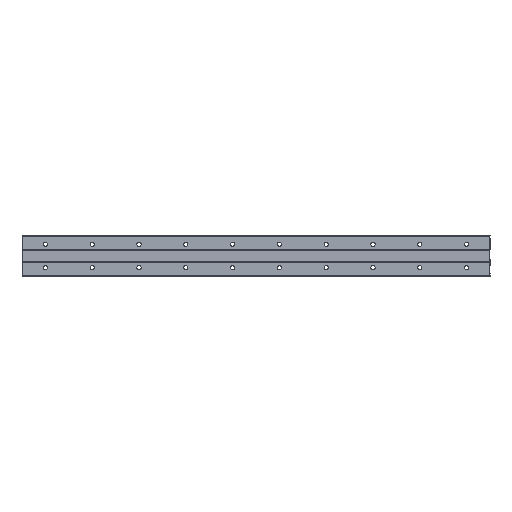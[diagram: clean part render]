
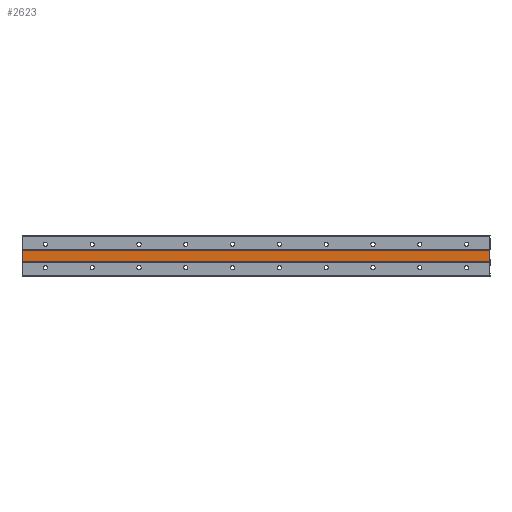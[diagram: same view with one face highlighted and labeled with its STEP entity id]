
A CAD part, front view. The second image highlights one B-rep face of the part: STEP entity #2623.
In plain terms, the highlighted planar face has unit normal (0, -1, 0).
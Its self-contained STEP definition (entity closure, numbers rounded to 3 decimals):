
#114 = CARTESIAN_POINT ( 'NONE',  ( 760., 1., 10. ) ) ;
#245 = DIRECTION ( 'NONE',  ( 1., 0., 0. ) ) ;
#365 = CARTESIAN_POINT ( 'NONE',  ( -40., 1., 10. ) ) ;
#384 = CARTESIAN_POINT ( 'NONE',  ( 760., 1., -10. ) ) ;
#394 = LINE ( 'NONE', #2608, #2465 ) ;
#650 = EDGE_CURVE ( 'NONE', #1442, #4119, #3853, .T. ) ;
#773 = FACE_OUTER_BOUND ( 'NONE', #3162, .T. ) ;
#862 = CARTESIAN_POINT ( 'NONE',  ( 760., 1., -10. ) ) ;
#960 = LINE ( 'NONE', #2249, #1353 ) ;
#980 = DIRECTION ( 'NONE',  ( 0., 0., -1. ) ) ;
#1173 = ORIENTED_EDGE ( 'NONE', *, *, #1905, .F. ) ;
#1254 = VERTEX_POINT ( 'NONE', #365 ) ;
#1353 = VECTOR ( 'NONE', #3106, 1000. ) ;
#1442 = VERTEX_POINT ( 'NONE', #1669 ) ;
#1585 = VECTOR ( 'NONE', #245, 1000. ) ;
#1594 = ORIENTED_EDGE ( 'NONE', *, *, #650, .T. ) ;
#1669 = CARTESIAN_POINT ( 'NONE',  ( -40., 1., -10. ) ) ;
#1694 = LINE ( 'NONE', #114, #1585 ) ;
#1776 = PLANE ( 'NONE',  #2995 ) ;
#1905 = EDGE_CURVE ( 'NONE', #1254, #2749, #1694, .T. ) ;
#1960 = EDGE_CURVE ( 'NONE', #2749, #4119, #960, .T. ) ;
#2052 = CARTESIAN_POINT ( 'NONE',  ( 760., 1., 10. ) ) ;
#2059 = ORIENTED_EDGE ( 'NONE', *, *, #1960, .F. ) ;
#2249 = CARTESIAN_POINT ( 'NONE',  ( 760., 1., 34.482 ) ) ;
#2403 = VECTOR ( 'NONE', #3591, 1000. ) ;
#2465 = VECTOR ( 'NONE', #980, 1000. ) ;
#2608 = CARTESIAN_POINT ( 'NONE',  ( -40., 1., 34.482 ) ) ;
#2623 = ADVANCED_FACE ( 'NONE', ( #773 ), #1776, .F. ) ;
#2749 = VERTEX_POINT ( 'NONE', #3626 ) ;
#2983 = ORIENTED_EDGE ( 'NONE', *, *, #3092, .T. ) ;
#2995 = AXIS2_PLACEMENT_3D ( 'NONE', #2052, #3359, #3039 ) ;
#3039 = DIRECTION ( 'NONE',  ( 0., 0., 1. ) ) ;
#3092 = EDGE_CURVE ( 'NONE', #1254, #1442, #394, .T. ) ;
#3106 = DIRECTION ( 'NONE',  ( 0., 0., -1. ) ) ;
#3162 = EDGE_LOOP ( 'NONE', ( #1594, #2059, #1173, #2983 ) ) ;
#3359 = DIRECTION ( 'NONE',  ( 0., 1., 0. ) ) ;
#3591 = DIRECTION ( 'NONE',  ( 1., 0., 0. ) ) ;
#3626 = CARTESIAN_POINT ( 'NONE',  ( 760., 1., 10. ) ) ;
#3853 = LINE ( 'NONE', #384, #2403 ) ;
#4119 = VERTEX_POINT ( 'NONE', #862 ) ;
